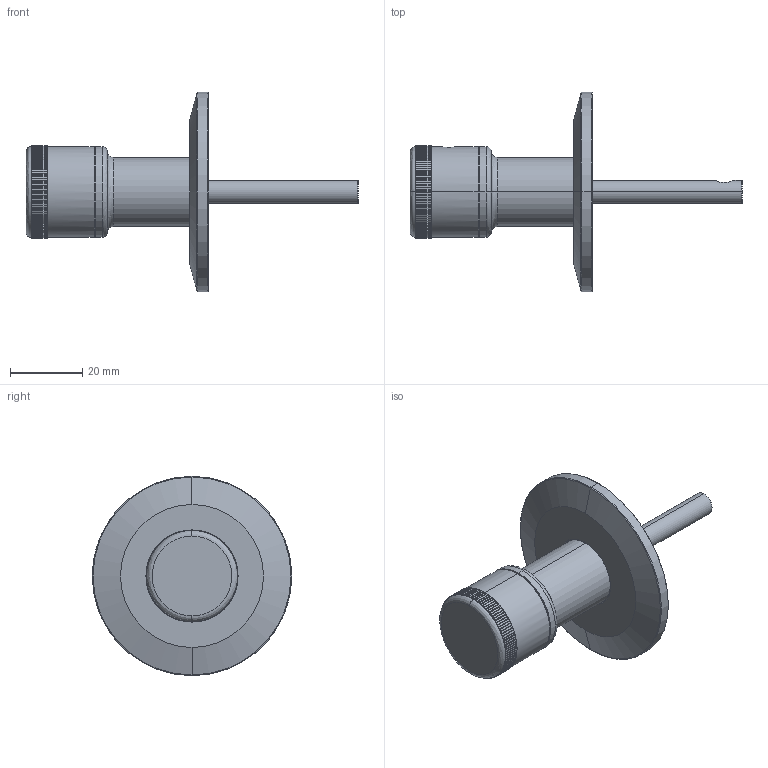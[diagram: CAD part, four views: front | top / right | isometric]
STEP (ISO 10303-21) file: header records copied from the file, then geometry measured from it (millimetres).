
FILE_DESCRIPTION (( 'STEP AP203' ), '1' );
FILE_NAME ('113215.stp', '2018-04-19T20:31:03', ( '' ), ( '' ), 'SwSTEP 2.0', 'SolidWorks 2012', '' );
FILE_SCHEMA (( 'CONFIG_CONTROL_DESIGN' ));
Length unit declared in the file: centimetre
Products named in the file (1): 113215
Bounding box: 91.64 x 55 x 55 mm (x, y, z)
Volume: 28872.1 mm3; surface area: 10315.1 mm2
Topology: 1 solids, 1 shells, 635 faces, 1392 edges, 767 vertices
Faces by surface type: plane 470, cylinder 139, cone 16, bspline 10
Entity records: 17701 total; most frequent: CARTESIAN_POINT 3599, DIRECTION 3150, ORIENTED_EDGE 2780, EDGE_CURVE 1390, AXIS2_PLACEMENT_3D 1154, VECTOR 842, LINE 842, VERTEX_POINT 767
